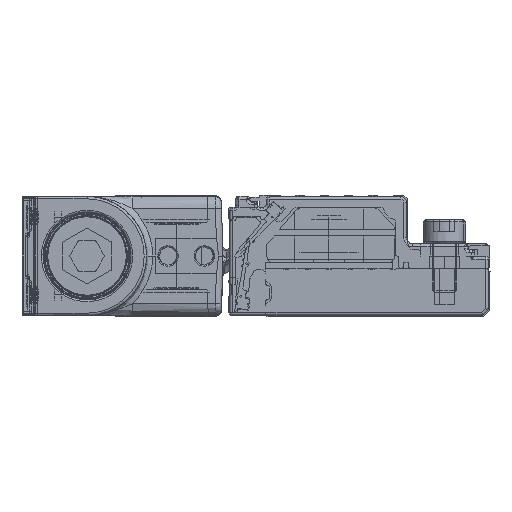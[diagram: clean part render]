
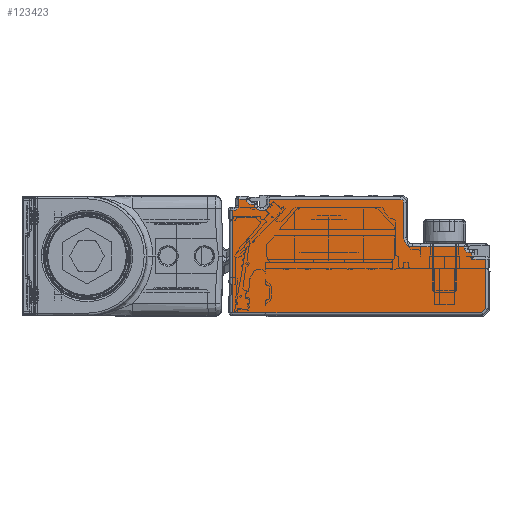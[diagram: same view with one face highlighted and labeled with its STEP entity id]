
A CAD part, left-side view. The second image highlights one B-rep face of the part: STEP entity #123423.
In plain terms, the highlighted planar face has unit normal (-1, 0, 0).
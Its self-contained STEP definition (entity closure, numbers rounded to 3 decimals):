
#123141=AXIS2_PLACEMENT_3D('Circle Axis2P3D',#123139,#123140,$) ;
#123280=AXIS2_PLACEMENT_3D('Plane Axis2P3D',#123277,#123278,#123279) ;
#123303=AXIS2_PLACEMENT_3D('Circle Axis2P3D',#123301,#123302,$) ;
#123317=AXIS2_PLACEMENT_3D('Circle Axis2P3D',#123315,#123316,$) ;
#123338=AXIS2_PLACEMENT_3D('Circle Axis2P3D',#123336,#123337,$) ;
#123352=AXIS2_PLACEMENT_3D('Circle Axis2P3D',#123350,#123351,$) ;
#123366=AXIS2_PLACEMENT_3D('Circle Axis2P3D',#123364,#123365,$) ;
#123387=AXIS2_PLACEMENT_3D('Circle Axis2P3D',#123385,#123386,$) ;
#120060=CARTESIAN_POINT('Vertex',(-1678.,42.3,-7.3)) ;
#120063=CARTESIAN_POINT('Line Origine',(-1678.,42.3,2.)) ;
#120067=CARTESIAN_POINT('Vertex',(-1678.,42.3,9.5)) ;
#120391=CARTESIAN_POINT('Vertex',(-1678.,1.407,-7.3)) ;
#120394=CARTESIAN_POINT('Line Origine',(-1678.,23.168,-7.3)) ;
#120431=CARTESIAN_POINT('Vertex',(-1678.,0.7,-6.593)) ;
#120434=CARTESIAN_POINT('Line Origine',(-1678.,-1.246,-4.646)) ;
#120471=CARTESIAN_POINT('Vertex',(-1678.,0.7,1.5)) ;
#120474=CARTESIAN_POINT('Line Origine',(-1678.,0.7,2.)) ;
#123056=CARTESIAN_POINT('Vertex',(-1678.,3.,2.5)) ;
#123112=CARTESIAN_POINT('Vertex',(-1678.,3.4,2.5)) ;
#123115=CARTESIAN_POINT('Line Origine',(-1678.,21.5,2.5)) ;
#123136=CARTESIAN_POINT('Vertex',(-1678.,4.2,3.3)) ;
#123139=CARTESIAN_POINT('Axis2P3D Location',(-1678.,3.4,3.3)) ;
#123262=CARTESIAN_POINT('Vertex',(-1678.,3.,1.5)) ;
#123265=CARTESIAN_POINT('Line Origine',(-1678.,21.5,1.5)) ;
#123277=CARTESIAN_POINT('Axis2P3D Location',(-1678.,0.2,-7.8)) ;
#123282=CARTESIAN_POINT('Line Origine',(-1678.,3.,2.)) ;
#123287=CARTESIAN_POINT('Line Origine',(-1678.,4.2,3.4)) ;
#123291=CARTESIAN_POINT('Vertex',(-1678.,4.2,3.5)) ;
#123294=CARTESIAN_POINT('Line Origine',(-1678.,8.45,3.5)) ;
#123298=CARTESIAN_POINT('Vertex',(-1678.,12.7,3.5)) ;
#123301=CARTESIAN_POINT('Axis2P3D Location',(-1678.,12.7,5.)) ;
#123305=CARTESIAN_POINT('Vertex',(-1678.,14.2,5.)) ;
#123308=CARTESIAN_POINT('Line Origine',(-1678.,14.2,7.9)) ;
#123312=CARTESIAN_POINT('Vertex',(-1678.,14.2,10.8)) ;
#123315=CARTESIAN_POINT('Axis2P3D Location',(-1678.,14.7,10.8)) ;
#123319=CARTESIAN_POINT('Vertex',(-1678.,14.7,11.3)) ;
#123322=CARTESIAN_POINT('Line Origine',(-1678.,25.5,11.3)) ;
#123326=CARTESIAN_POINT('Vertex',(-1678.,36.3,11.3)) ;
#123329=CARTESIAN_POINT('Line Origine',(-1678.,36.3,10.9)) ;
#123333=CARTESIAN_POINT('Vertex',(-1678.,36.3,10.5)) ;
#123336=CARTESIAN_POINT('Axis2P3D Location',(-1678.,37.3,10.5)) ;
#123340=CARTESIAN_POINT('Vertex',(-1678.,37.3,9.5)) ;
#123343=CARTESIAN_POINT('Line Origine',(-1678.,37.55,9.5)) ;
#123347=CARTESIAN_POINT('Vertex',(-1678.,37.8,9.5)) ;
#123350=CARTESIAN_POINT('Axis2P3D Location',(-1678.,37.8,10.5)) ;
#123354=CARTESIAN_POINT('Vertex',(-1678.,38.8,10.5)) ;
#123357=CARTESIAN_POINT('Line Origine',(-1678.,39.05,10.5)) ;
#123361=CARTESIAN_POINT('Vertex',(-1678.,39.3,10.5)) ;
#123364=CARTESIAN_POINT('Axis2P3D Location',(-1678.,39.3,11.3)) ;
#123368=CARTESIAN_POINT('Vertex',(-1678.,40.1,11.3)) ;
#123371=CARTESIAN_POINT('Line Origine',(-1678.,40.7,11.3)) ;
#123375=CARTESIAN_POINT('Vertex',(-1678.,41.3,11.3)) ;
#123378=CARTESIAN_POINT('Line Origine',(-1678.,41.3,10.8)) ;
#123382=CARTESIAN_POINT('Vertex',(-1678.,41.3,10.3)) ;
#123385=CARTESIAN_POINT('Axis2P3D Location',(-1678.,42.1,10.3)) ;
#123389=CARTESIAN_POINT('Vertex',(-1678.,42.1,9.5)) ;
#123392=CARTESIAN_POINT('Line Origine',(-1678.,42.2,9.5)) ;
#120064=DIRECTION('Vector Direction',(0.,0.,1.)) ;
#120395=DIRECTION('Vector Direction',(0.,1.,0.)) ;
#120435=DIRECTION('Vector Direction',(0.,0.707,-0.707)) ;
#120475=DIRECTION('Vector Direction',(0.,0.,-1.)) ;
#123116=DIRECTION('Vector Direction',(0.,-1.,0.)) ;
#123140=DIRECTION('Axis2P3D Direction',(1.,0.,0.)) ;
#123266=DIRECTION('Vector Direction',(0.,-1.,0.)) ;
#123278=DIRECTION('Axis2P3D Direction',(-1.,0.,0.)) ;
#123279=DIRECTION('Axis2P3D XDirection',(0.,0.,1.)) ;
#123283=DIRECTION('Vector Direction',(0.,0.,1.)) ;
#123288=DIRECTION('Vector Direction',(0.,0.,-1.)) ;
#123295=DIRECTION('Vector Direction',(0.,1.,0.)) ;
#123302=DIRECTION('Axis2P3D Direction',(-1.,0.,0.)) ;
#123309=DIRECTION('Vector Direction',(0.,0.,1.)) ;
#123316=DIRECTION('Axis2P3D Direction',(-1.,0.,0.)) ;
#123323=DIRECTION('Vector Direction',(0.,1.,0.)) ;
#123330=DIRECTION('Vector Direction',(0.,0.,-1.)) ;
#123337=DIRECTION('Axis2P3D Direction',(-1.,0.,0.)) ;
#123344=DIRECTION('Vector Direction',(0.,1.,0.)) ;
#123351=DIRECTION('Axis2P3D Direction',(-1.,0.,0.)) ;
#123358=DIRECTION('Vector Direction',(0.,-1.,0.)) ;
#123365=DIRECTION('Axis2P3D Direction',(-1.,0.,0.)) ;
#123372=DIRECTION('Vector Direction',(0.,1.,0.)) ;
#123379=DIRECTION('Vector Direction',(0.,0.,-1.)) ;
#123386=DIRECTION('Axis2P3D Direction',(-1.,0.,0.)) ;
#123393=DIRECTION('Vector Direction',(0.,1.,0.)) ;
#120065=VECTOR('Line Direction',#120064,1.) ;
#120396=VECTOR('Line Direction',#120395,1.) ;
#120436=VECTOR('Line Direction',#120435,1.) ;
#120476=VECTOR('Line Direction',#120475,1.) ;
#123117=VECTOR('Line Direction',#123116,1.) ;
#123267=VECTOR('Line Direction',#123266,1.) ;
#123284=VECTOR('Line Direction',#123283,1.) ;
#123289=VECTOR('Line Direction',#123288,1.) ;
#123296=VECTOR('Line Direction',#123295,1.) ;
#123310=VECTOR('Line Direction',#123309,1.) ;
#123324=VECTOR('Line Direction',#123323,1.) ;
#123331=VECTOR('Line Direction',#123330,1.) ;
#123345=VECTOR('Line Direction',#123344,1.) ;
#123359=VECTOR('Line Direction',#123358,1.) ;
#123373=VECTOR('Line Direction',#123372,1.) ;
#123380=VECTOR('Line Direction',#123379,1.) ;
#123394=VECTOR('Line Direction',#123393,1.) ;
#123398=ORIENTED_EDGE('',*,*,#123286,.T.) ;
#123399=ORIENTED_EDGE('',*,*,#123119,.T.) ;
#123400=ORIENTED_EDGE('',*,*,#123143,.T.) ;
#123401=ORIENTED_EDGE('',*,*,#123293,.T.) ;
#123402=ORIENTED_EDGE('',*,*,#123300,.T.) ;
#123403=ORIENTED_EDGE('',*,*,#123307,.T.) ;
#123404=ORIENTED_EDGE('',*,*,#123314,.T.) ;
#123405=ORIENTED_EDGE('',*,*,#123321,.T.) ;
#123406=ORIENTED_EDGE('',*,*,#123328,.T.) ;
#123407=ORIENTED_EDGE('',*,*,#123335,.T.) ;
#123408=ORIENTED_EDGE('',*,*,#123342,.T.) ;
#123409=ORIENTED_EDGE('',*,*,#123349,.T.) ;
#123410=ORIENTED_EDGE('',*,*,#123356,.T.) ;
#123411=ORIENTED_EDGE('',*,*,#123363,.T.) ;
#123412=ORIENTED_EDGE('',*,*,#123370,.T.) ;
#123413=ORIENTED_EDGE('',*,*,#123377,.T.) ;
#123414=ORIENTED_EDGE('',*,*,#123384,.T.) ;
#123415=ORIENTED_EDGE('',*,*,#123391,.T.) ;
#123416=ORIENTED_EDGE('',*,*,#123396,.T.) ;
#123417=ORIENTED_EDGE('',*,*,#120069,.T.) ;
#123418=ORIENTED_EDGE('',*,*,#120398,.T.) ;
#123419=ORIENTED_EDGE('',*,*,#120438,.T.) ;
#123420=ORIENTED_EDGE('',*,*,#120478,.T.) ;
#123421=ORIENTED_EDGE('',*,*,#123269,.T.) ;
#123423=ADVANCED_FACE('Brep With Voids',(#123422),#123281,.T.) ;
#123142=CIRCLE('generated circle',#123141,0.8) ;
#123304=CIRCLE('generated circle',#123303,1.5) ;
#123318=CIRCLE('generated circle',#123317,0.5) ;
#123339=CIRCLE('generated circle',#123338,1.) ;
#123353=CIRCLE('generated circle',#123352,1.) ;
#123367=CIRCLE('generated circle',#123366,0.8) ;
#123388=CIRCLE('generated circle',#123387,0.8) ;
#120069=EDGE_CURVE('',#120068,#120061,#120066,.F.) ;
#120398=EDGE_CURVE('',#120061,#120392,#120397,.F.) ;
#120438=EDGE_CURVE('',#120392,#120432,#120437,.F.) ;
#120478=EDGE_CURVE('',#120432,#120472,#120477,.F.) ;
#123119=EDGE_CURVE('',#123057,#123113,#123118,.F.) ;
#123143=EDGE_CURVE('',#123113,#123137,#123142,.T.) ;
#123269=EDGE_CURVE('',#120472,#123263,#123268,.F.) ;
#123286=EDGE_CURVE('',#123263,#123057,#123285,.T.) ;
#123293=EDGE_CURVE('',#123137,#123292,#123290,.F.) ;
#123300=EDGE_CURVE('',#123292,#123299,#123297,.T.) ;
#123307=EDGE_CURVE('',#123299,#123306,#123304,.F.) ;
#123314=EDGE_CURVE('',#123306,#123313,#123311,.T.) ;
#123321=EDGE_CURVE('',#123313,#123320,#123318,.T.) ;
#123328=EDGE_CURVE('',#123320,#123327,#123325,.T.) ;
#123335=EDGE_CURVE('',#123327,#123334,#123332,.T.) ;
#123342=EDGE_CURVE('',#123334,#123341,#123339,.F.) ;
#123349=EDGE_CURVE('',#123341,#123348,#123346,.T.) ;
#123356=EDGE_CURVE('',#123348,#123355,#123353,.F.) ;
#123363=EDGE_CURVE('',#123355,#123362,#123360,.F.) ;
#123370=EDGE_CURVE('',#123362,#123369,#123367,.F.) ;
#123377=EDGE_CURVE('',#123369,#123376,#123374,.T.) ;
#123384=EDGE_CURVE('',#123376,#123383,#123381,.T.) ;
#123391=EDGE_CURVE('',#123383,#123390,#123388,.F.) ;
#123396=EDGE_CURVE('',#123390,#120068,#123395,.T.) ;
#123397=EDGE_LOOP('',(#123398,#123399,#123400,#123401,#123402,#123403,#123404,#123405,#123406,#123407,#123408,#123409,#123410,#123411,#123412,#123413,#123414,#123415,#123416,#123417,#123418,#123419,#123420,#123421)) ;
#123422=FACE_OUTER_BOUND('',#123397,.T.) ;
#120066=LINE('Line',#120063,#120065) ;
#120397=LINE('Line',#120394,#120396) ;
#120437=LINE('Line',#120434,#120436) ;
#120477=LINE('Line',#120474,#120476) ;
#123118=LINE('Line',#123115,#123117) ;
#123268=LINE('Line',#123265,#123267) ;
#123285=LINE('Line',#123282,#123284) ;
#123290=LINE('Line',#123287,#123289) ;
#123297=LINE('Line',#123294,#123296) ;
#123311=LINE('Line',#123308,#123310) ;
#123325=LINE('Line',#123322,#123324) ;
#123332=LINE('Line',#123329,#123331) ;
#123346=LINE('Line',#123343,#123345) ;
#123360=LINE('Line',#123357,#123359) ;
#123374=LINE('Line',#123371,#123373) ;
#123381=LINE('Line',#123378,#123380) ;
#123395=LINE('Line',#123392,#123394) ;
#123281=PLANE('',#123280) ;
#120061=VERTEX_POINT('',#120060) ;
#120068=VERTEX_POINT('',#120067) ;
#120392=VERTEX_POINT('',#120391) ;
#120432=VERTEX_POINT('',#120431) ;
#120472=VERTEX_POINT('',#120471) ;
#123057=VERTEX_POINT('',#123056) ;
#123113=VERTEX_POINT('',#123112) ;
#123137=VERTEX_POINT('',#123136) ;
#123263=VERTEX_POINT('',#123262) ;
#123292=VERTEX_POINT('',#123291) ;
#123299=VERTEX_POINT('',#123298) ;
#123306=VERTEX_POINT('',#123305) ;
#123313=VERTEX_POINT('',#123312) ;
#123320=VERTEX_POINT('',#123319) ;
#123327=VERTEX_POINT('',#123326) ;
#123334=VERTEX_POINT('',#123333) ;
#123341=VERTEX_POINT('',#123340) ;
#123348=VERTEX_POINT('',#123347) ;
#123355=VERTEX_POINT('',#123354) ;
#123362=VERTEX_POINT('',#123361) ;
#123369=VERTEX_POINT('',#123368) ;
#123376=VERTEX_POINT('',#123375) ;
#123383=VERTEX_POINT('',#123382) ;
#123390=VERTEX_POINT('',#123389) ;
